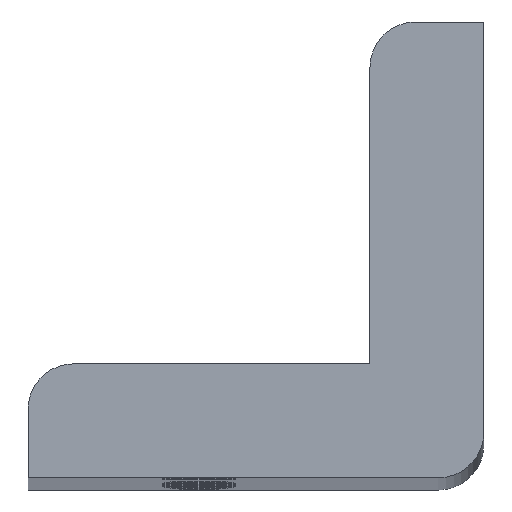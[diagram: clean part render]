
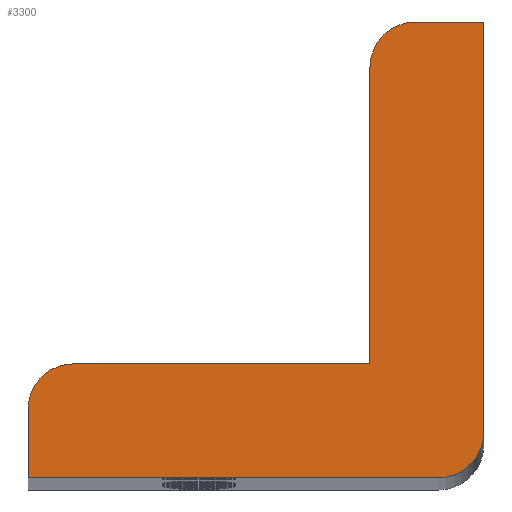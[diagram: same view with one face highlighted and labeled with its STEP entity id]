
A CAD part, top view. The second image highlights one B-rep face of the part: STEP entity #3300.
In plain terms, the highlighted planar face has unit normal (0, 0, 1).
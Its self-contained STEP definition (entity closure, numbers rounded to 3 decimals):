
#364=CARTESIAN_POINT('',(-154.2,-75.8,317.2));
#365=VERTEX_POINT('',#364);
#372=CARTESIAN_POINT('',(-154.2,-72.8,317.2));
#373=VERTEX_POINT('',#372);
#374=CARTESIAN_POINT('',(-154.2,-72.8,317.2));
#375=DIRECTION('',(0.,-1.,0.));
#376=VECTOR('',#375,3.);
#377=LINE('',#374,#376);
#378=EDGE_CURVE('',#373,#365,#377,.T.);
#512=CARTESIAN_POINT('',(-152.2,-70.8,317.2));
#513=VERTEX_POINT('',#512);
#520=CARTESIAN_POINT('',(-139.2,-70.8,317.2));
#521=VERTEX_POINT('',#520);
#522=CARTESIAN_POINT('',(-152.2,-70.8,317.2));
#523=DIRECTION('',(1.,0.,0.));
#524=VECTOR('',#523,13.);
#525=LINE('',#522,#524);
#526=EDGE_CURVE('',#513,#521,#525,.T.);
#1211=CARTESIAN_POINT('',(-136.2,-75.8,317.2));
#1212=VERTEX_POINT('',#1211);
#1219=CARTESIAN_POINT('',(-154.2,-75.8,317.2));
#1220=DIRECTION('',(1.,0.,0.));
#1221=VECTOR('',#1220,18.);
#1222=LINE('',#1219,#1221);
#1223=EDGE_CURVE('',#365,#1212,#1222,.T.);
#1662=CARTESIAN_POINT('',(-152.2,-72.8,317.2));
#1663=DIRECTION('',(-0.,-0.,1.));
#1664=DIRECTION('',(-0.,1.,0.));
#1665=AXIS2_PLACEMENT_3D('',#1662,#1663,#1664);
#1666=CIRCLE('',#1665,2.);
#1667=EDGE_CURVE('',#513,#373,#1666,.T.);
#3249=CARTESIAN_POINT('',(-139.2,-65.8,317.2));
#3250=DIRECTION('',(0.,0.,-1.));
#3251=DIRECTION('',(1.,0.,0.));
#3252=AXIS2_PLACEMENT_3D('',#3249,#3250,#3251);
#3253=PLANE('',#3252);
#3254=ORIENTED_EDGE('',*,*,#1223,.T.);
#3255=CARTESIAN_POINT('',(-134.2,-73.8,317.2));
#3256=VERTEX_POINT('',#3255);
#3257=CARTESIAN_POINT('',(-136.2,-73.8,317.2));
#3258=DIRECTION('',(-0.,-0.,1.));
#3259=DIRECTION('',(-1.,0.,0.));
#3260=AXIS2_PLACEMENT_3D('',#3257,#3258,#3259);
#3261=CIRCLE('',#3260,2.);
#3262=EDGE_CURVE('',#1212,#3256,#3261,.T.);
#3263=ORIENTED_EDGE('',*,*,#3262,.T.);
#3264=CARTESIAN_POINT('',(-134.2,-55.8,317.2));
#3265=VERTEX_POINT('',#3264);
#3266=CARTESIAN_POINT('',(-134.2,-55.8,317.2));
#3267=DIRECTION('',(-0.,-1.,0.));
#3268=VECTOR('',#3267,18.);
#3269=LINE('',#3266,#3268);
#3270=EDGE_CURVE('',#3265,#3256,#3269,.T.);
#3271=ORIENTED_EDGE('',*,*,#3270,.F.);
#3272=CARTESIAN_POINT('',(-137.2,-55.8,317.2));
#3273=VERTEX_POINT('',#3272);
#3274=CARTESIAN_POINT('',(-137.2,-55.8,317.2));
#3275=DIRECTION('',(1.,-0.,0.));
#3276=VECTOR('',#3275,3.);
#3277=LINE('',#3274,#3276);
#3278=EDGE_CURVE('',#3273,#3265,#3277,.T.);
#3279=ORIENTED_EDGE('',*,*,#3278,.F.);
#3280=CARTESIAN_POINT('',(-139.2,-57.8,317.2));
#3281=VERTEX_POINT('',#3280);
#3282=CARTESIAN_POINT('',(-137.2,-57.8,317.2));
#3283=DIRECTION('',(-0.,-0.,-1.));
#3284=DIRECTION('',(-1.,0.,0.));
#3285=AXIS2_PLACEMENT_3D('',#3282,#3283,#3284);
#3286=CIRCLE('',#3285,2.);
#3287=EDGE_CURVE('',#3281,#3273,#3286,.T.);
#3288=ORIENTED_EDGE('',*,*,#3287,.F.);
#3289=CARTESIAN_POINT('',(-139.2,-57.8,317.2));
#3290=DIRECTION('',(-0.,-1.,0.));
#3291=VECTOR('',#3290,13.);
#3292=LINE('',#3289,#3291);
#3293=EDGE_CURVE('',#3281,#521,#3292,.T.);
#3294=ORIENTED_EDGE('',*,*,#3293,.T.);
#3295=ORIENTED_EDGE('',*,*,#526,.F.);
#3296=ORIENTED_EDGE('',*,*,#1667,.T.);
#3297=ORIENTED_EDGE('',*,*,#378,.T.);
#3298=EDGE_LOOP('',(#3254,#3263,#3271,#3279,#3288,#3294,#3295,#3296,#3297));
#3299=FACE_BOUND('',#3298,.T.);
#3300=ADVANCED_FACE('',(#3299),#3253,.F.);
